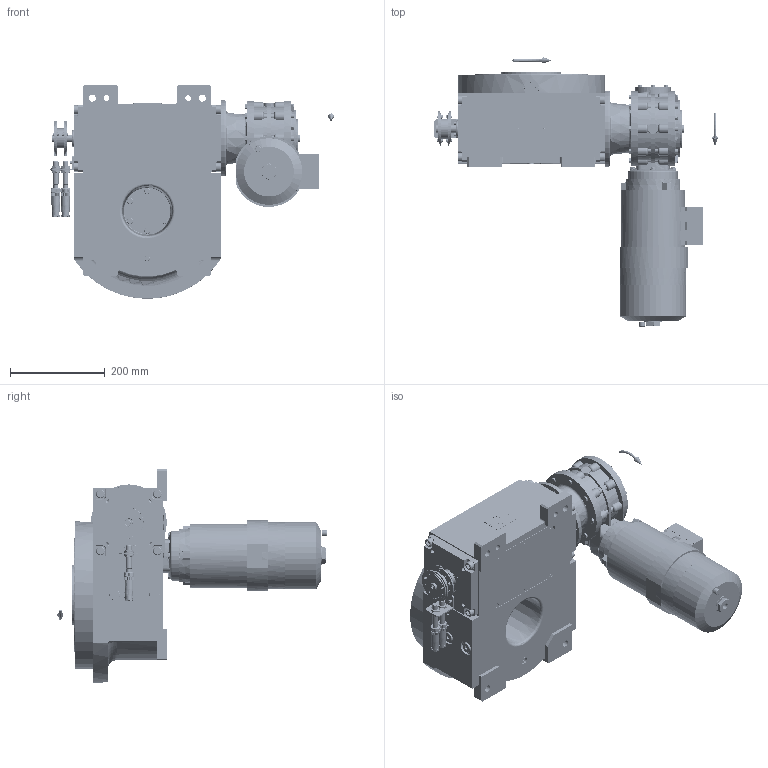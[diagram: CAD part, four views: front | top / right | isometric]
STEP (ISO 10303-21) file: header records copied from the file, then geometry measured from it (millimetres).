
FILE_DESCRIPTION (( 'STEP AP203' ), '1' );
FILE_NAME ('PC5200483.step', '2024-07-10T06:55:23', ( '' ), ( '' ), 'SwSTEP 2.0', 'SolidWorks 2020', '' );
FILE_SCHEMA (( 'CONFIG_CONTROL_DESIGN' ));
Length unit declared in the file: millimetre
Products named in the file (95): CFN2010_01_020.stp; cfn2003_01_054; cfn2107_01_001; cfn2151_01_115; cfn2000_01_081; CFN2000_01_185.stp; freccia_angolare; cfn2000_01_184; AS_rig09_071_8_m; cfn2000_01_099; olio_agip_blasia_150; cfn2073_01_018; cfn2155_01_095; AS_cfn2400_04_024; rig09_003_8; cfn2000_01_126; AS_rig09_002_bl; rig09_015; 900_00_00_005; RIG09_005_ASM.stp; BA71B14; rig09_016; RMI70_F3_LCB_DX_71B14; cfn2115_01_006; CFN2356_03_053.stp; RIG09_021_AF0.stp; rig09_002_bl; rig09_071_8_m.stp; PC5200483; cfn2055_01_002; cfn2205_01_015; CFN2104_02_018.stp; cfn2476_01_002_60x46; cfn2000_01_161; cfn2115_02_057; 900_38_10_028; rig09_004; cfn2115_02_194; 900_38_30_003; AS_cfn2476_01_002_60x46 ...
Assembly tree (87 placements, depth 5):
  CFN2010_01_020.stp
  cfn2151_01_115
  olio_agip_blasia_150
  CFN2356_03_053.stp
  PC5200483
    rig09_001_a
    AS_cfn2476_01_002_60x46
      cfn2476_01_002_60x46
      cfn2107_01_001
      cfn2107_01_001
    AS_rig09_071_8_m
      rig09_071_8_m.stp
        RIG09_005_ASM.stp
          RIG09_005_AF0.stp
          RIG09_021_AF0.stp
          CFN2000_01_185.stp
          CFN2000_01_185.stp
          CFN2104_02_018.stp
        CFN2155_01_195.stp
        CFN2010_02_002.stp
      rig09_003_8
      cfn2000_01_099
      cfn2000_01_099
      cfn2000_01_099
      cfn2000_01_099
      cfn2000_01_099
      cfn2000_01_099
      cfn2000_01_099
      cfn2000_01_099
      cfn2104_01_018  x2
    AS_rig09_015
      rig09_015
      cfn2000_01_126
      cfn2000_01_126
      cfn2000_01_126
      cfn2000_01_126
      cfn2000_01_126
      cfn2000_01_126
      cfn2073_01_018
    AS_rig09_004
      rig09_004
      cfn2000_01_081
      cfn2155_01_095
      cfn2070_05_009
      cfn2000_01_081
      cfn2000_01_081
      cfn2000_01_081
    AS_rig09_004
      rig09_004
      cfn2000_01_081
      cfn2155_01_095
      cfn2070_05_009
      cfn2000_01_081
      cfn2000_01_081
      cfn2000_01_081
    AS_rig09_002_bl
      rig09_002_bl
      cfn2115_01_006
    cfn2128_04_002  x3
    cfn2128_19_002
Bounding box: 599.5 x 568.17 x 450 mm (x, y, z)
Volume: 11327082.2 mm3; surface area: 1786216.7 mm2
Topology: 75 solids, 75 shells, 6232 faces, 15834 edges, 10033 vertices
Faces by surface type: plane 2904, cylinder 1980, cone 1048, torus 286, bspline 10, sphere 4
Entity records: 184081 total; most frequent: CARTESIAN_POINT 51959, ORIENTED_EDGE 25668, DIRECTION 25382, EDGE_CURVE 12834, AXIS2_PLACEMENT_3D 9427, VERTEX_POINT 8205, VECTOR 6528, LINE 6528
